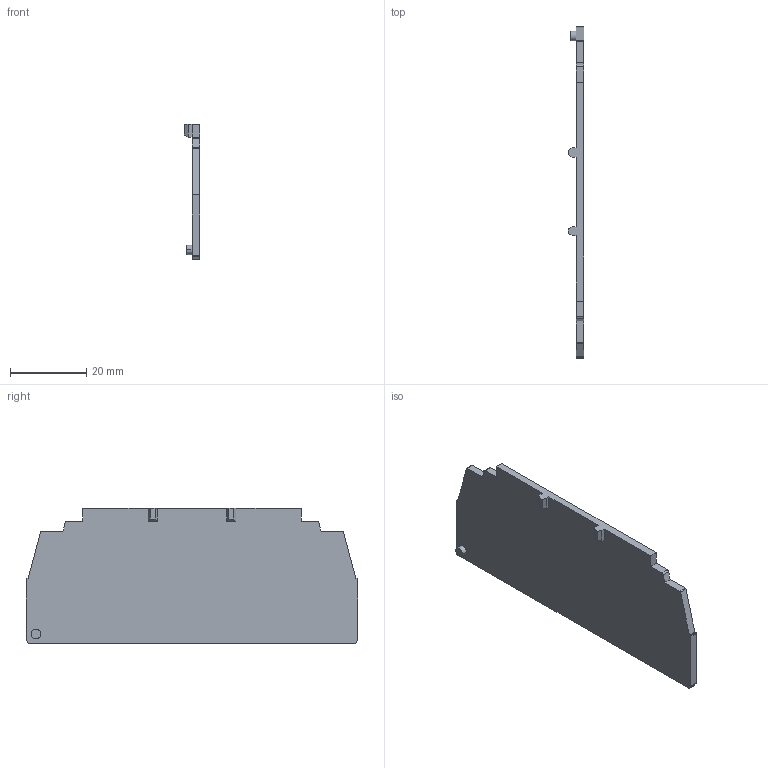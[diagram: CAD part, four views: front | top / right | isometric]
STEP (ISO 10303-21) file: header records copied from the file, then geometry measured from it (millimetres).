
FILE_DESCRIPTION(('CATIA V5 STEP Exchange','CAx-IF Rec.Pracs.--- Model Styling and Organization---1.4--- 2014-01-23'),'2;1');
FILE_NAME ('D1458316_0', '2020-01-31T06:42:57+00:00', ('none'), ('Weidmueller'), 'CATIA Version 5-6 Release 2016 SP3 HF44', 'CATIA V5 STEP AP214', 'none');
FILE_SCHEMA(('AUTOMOTIVE_DESIGN { 1 0 10303 214 1 1 1 1 }'));
Length unit declared in the file: millimetre
Products named in the file (1): 1879910000_WAP_WTL6-3
Bounding box: 4 x 87 x 35.5 mm (x, y, z)
Volume: 5794.6 mm3; surface area: 6293.8 mm2
Topology: 1 solids, 3 shells, 71 faces, 180 edges, 116 vertices
Faces by surface type: plane 47, cylinder 20, torus 4
Entity records: 2110 total; most frequent: CARTESIAN_POINT 446, ORIENTED_EDGE 360, DIRECTION 290, EDGE_CURVE 180, VECTOR 132, LINE 132, VERTEX_POINT 116, AXIS2_PLACEMENT_3D 98
